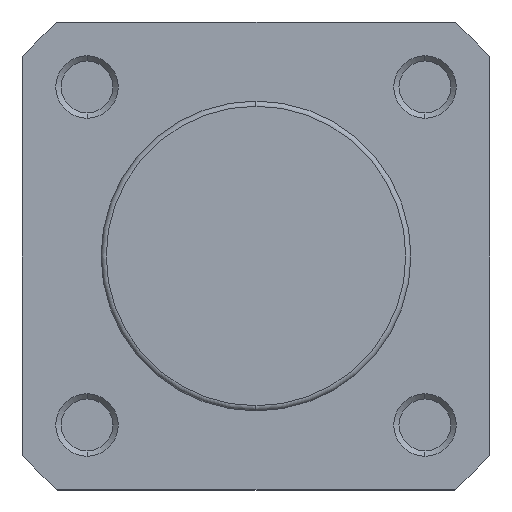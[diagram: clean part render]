
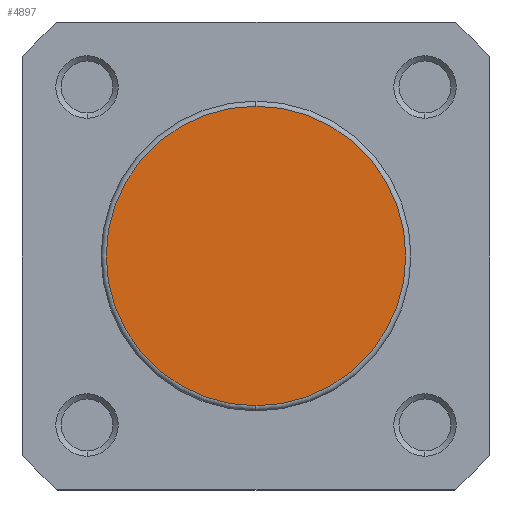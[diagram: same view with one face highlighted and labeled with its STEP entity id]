
A CAD part, left-side view. The second image highlights one B-rep face of the part: STEP entity #4897.
In plain terms, the highlighted planar face has unit normal (-1, 0, 0).
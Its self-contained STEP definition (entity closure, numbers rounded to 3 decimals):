
#11 = EDGE_LOOP ( 'NONE', ( #4142, #4438 ) ) ;
#666 = CARTESIAN_POINT ( 'NONE',  ( 0., 0., 0. ) ) ;
#667 = DIRECTION ( 'NONE',  ( -1., 0., 0. ) ) ;
#668 = DIRECTION ( 'NONE',  ( 0., 0., 1. ) ) ;
#746 = CARTESIAN_POINT ( 'NONE',  ( 0., 0., 0. ) ) ;
#754 = DIRECTION ( 'NONE',  ( -1., 0., 0. ) ) ;
#755 = DIRECTION ( 'NONE',  ( 0., 0., 1. ) ) ;
#1580 = CIRCLE ( 'NONE', #3896, 14.4 ) ;
#1634 = CIRCLE ( 'NONE', #3910, 14.4 ) ;
#2281 = FACE_OUTER_BOUND ( 'NONE', #11, .T. ) ;
#2972 = CARTESIAN_POINT ( 'NONE',  ( 0., -14.9, 0. ) ) ;
#2973 = PLANE ( 'NONE',  #3700 ) ;
#2974 = DIRECTION ( 'NONE',  ( -1., 0., 0. ) ) ;
#2975 = DIRECTION ( 'NONE',  ( 0., 0., 1. ) ) ;
#3273 = CARTESIAN_POINT ( 'NONE',  ( 0., 0., -14.4 ) ) ;
#3301 = CARTESIAN_POINT ( 'NONE',  ( 0., 0., 14.4 ) ) ;
#3700 = AXIS2_PLACEMENT_3D ( 'NONE', #2972, #2974, #2975 ) ;
#3896 = AXIS2_PLACEMENT_3D ( 'NONE', #666, #667, #668 ) ;
#3910 = AXIS2_PLACEMENT_3D ( 'NONE', #746, #754, #755 ) ;
#4142 = ORIENTED_EDGE ( 'NONE', *, *, #4550, .T. ) ;
#4438 = ORIENTED_EDGE ( 'NONE', *, *, #4585, .T. ) ;
#4550 = EDGE_CURVE ( 'NONE', #5486, #5455, #1580, .T. ) ;
#4585 = EDGE_CURVE ( 'NONE', #5455, #5486, #1634, .T. ) ;
#4897 = ADVANCED_FACE ( 'NONE', ( #2281 ), #2973, .T. ) ;
#5455 = VERTEX_POINT ( 'NONE', #3273 ) ;
#5486 = VERTEX_POINT ( 'NONE', #3301 ) ;
